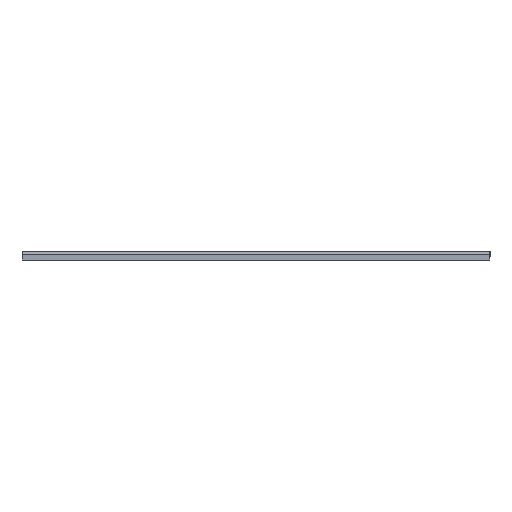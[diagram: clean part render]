
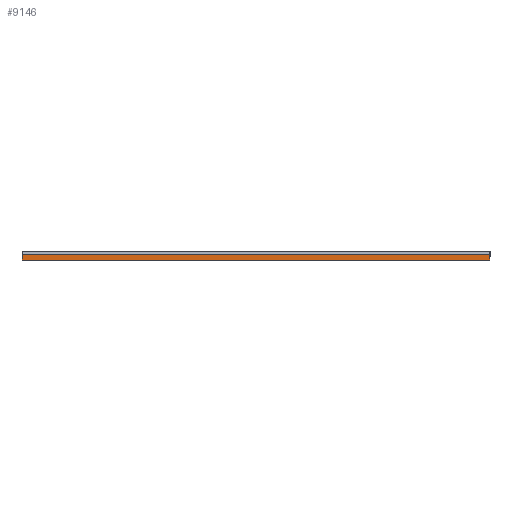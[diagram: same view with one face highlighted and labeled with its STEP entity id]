
A CAD part, front view. The second image highlights one B-rep face of the part: STEP entity #9146.
In plain terms, the highlighted planar face has unit normal (0, -1, 0).
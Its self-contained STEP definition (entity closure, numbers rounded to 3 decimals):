
#218 = DIRECTION ( 'NONE',  ( 0., 0., -1. ) ) ;
#410 = VERTEX_POINT ( 'NONE', #20410 ) ;
#1212 = LINE ( 'NONE', #18797, #15248 ) ;
#3498 = DIRECTION ( 'NONE',  ( -1., 0., 0. ) ) ;
#4323 = EDGE_CURVE ( 'NONE', #15975, #410, #11864, .T. ) ;
#5539 = FACE_OUTER_BOUND ( 'NONE', #21091, .T. ) ;
#5677 = DIRECTION ( 'NONE',  ( 0., 1., 0. ) ) ;
#6244 = VECTOR ( 'NONE', #8368, 1000. ) ;
#7368 = CARTESIAN_POINT ( 'NONE',  ( 404.8, -116.95, 8.32 ) ) ;
#7506 = VECTOR ( 'NONE', #16229, 1000. ) ;
#8368 = DIRECTION ( 'NONE',  ( 1., 0., 0. ) ) ;
#8465 = ORIENTED_EDGE ( 'NONE', *, *, #25338, .T. ) ;
#9146 = ADVANCED_FACE ( 'NONE', ( #5539 ), #21087, .F. ) ;
#11450 = EDGE_CURVE ( 'NONE', #25879, #410, #1212, .T. ) ;
#11864 = LINE ( 'NONE', #7368, #7506 ) ;
#13148 = CARTESIAN_POINT ( 'NONE',  ( 404.8, -116.95, -7.25 ) ) ;
#13453 = ORIENTED_EDGE ( 'NONE', *, *, #11450, .F. ) ;
#14276 = LINE ( 'NONE', #27130, #15672 ) ;
#15248 = VECTOR ( 'NONE', #27692, 1000. ) ;
#15672 = VECTOR ( 'NONE', #218, 1000. ) ;
#15975 = VERTEX_POINT ( 'NONE', #27433 ) ;
#16229 = DIRECTION ( 'NONE',  ( 0., 0., 1. ) ) ;
#18797 = CARTESIAN_POINT ( 'NONE',  ( 0., -116.95, -2.237 ) ) ;
#19426 = LINE ( 'NONE', #13148, #6244 ) ;
#20246 = CARTESIAN_POINT ( 'NONE',  ( -13.875, -116.95, -2.237 ) ) ;
#20410 = CARTESIAN_POINT ( 'NONE',  ( 404.8, -116.95, -2.237 ) ) ;
#21087 = PLANE ( 'NONE',  #24895 ) ;
#21091 = EDGE_LOOP ( 'NONE', ( #13453, #28510, #8465, #22009 ) ) ;
#22009 = ORIENTED_EDGE ( 'NONE', *, *, #4323, .T. ) ;
#23783 = CARTESIAN_POINT ( 'NONE',  ( -13.875, -116.95, -7.25 ) ) ;
#24240 = VERTEX_POINT ( 'NONE', #23783 ) ;
#24895 = AXIS2_PLACEMENT_3D ( 'NONE', #25469, #5677, #3498 ) ;
#25338 = EDGE_CURVE ( 'NONE', #24240, #15975, #19426, .T. ) ;
#25469 = CARTESIAN_POINT ( 'NONE',  ( 0., -116.95, 113.87 ) ) ;
#25879 = VERTEX_POINT ( 'NONE', #20246 ) ;
#27130 = CARTESIAN_POINT ( 'NONE',  ( -13.875, -116.95, -7.25 ) ) ;
#27433 = CARTESIAN_POINT ( 'NONE',  ( 404.8, -116.95, -7.25 ) ) ;
#27692 = DIRECTION ( 'NONE',  ( 1., 0., 0. ) ) ;
#28510 = ORIENTED_EDGE ( 'NONE', *, *, #28587, .T. ) ;
#28587 = EDGE_CURVE ( 'NONE', #25879, #24240, #14276, .T. ) ;
